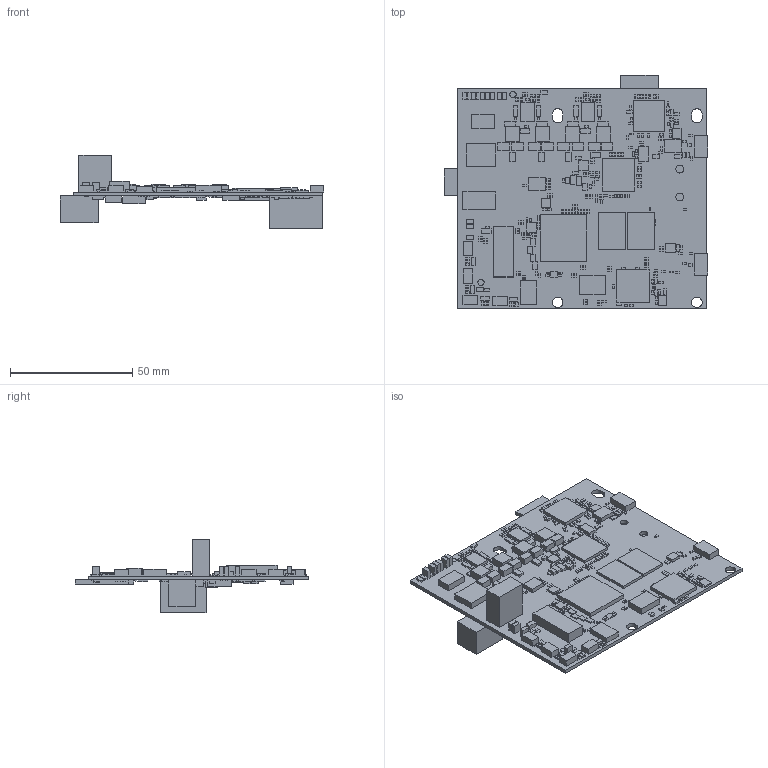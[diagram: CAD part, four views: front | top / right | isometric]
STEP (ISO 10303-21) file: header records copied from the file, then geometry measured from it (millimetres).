
FILE_DESCRIPTION(/* description */ ('PCB Design'),/* implementation_level */ '2;1');
FILE_NAME(/* name */ 'PROC048A_BRD',/* time_stamp */ '2019-12-10T15:55:07-06:00',/* author */ ('a0271760'),/* organization */ (''),/* preprocessor_version */ 'ST-DEVELOPER v16',/* originating_system */ 'allegro_17.2P028',/* authorisation */ '');
FILE_SCHEMA (('AUTOMOTIVE_DESIGN { 1 0 10303 214 3 1 1 }'));
Length unit declared in the file: inch
Products named in the file (60): PROC048A_BRD; BOARD_OUTLINE; COMPONENTS; SOIC16_W_2-7; DIO_SMC; CON_USBB5_105017-01_S_R_S_2-6; IND_NRS5020_200X200_SMD_3-1; SW6_4161311608_210X230_SMD_2-7; CON_RJ45-14_LPJG16414A4NL_S_R_T_13-5; CAPT7343D_3-25; CAP0805_1-5; SW3_500SSP1S2M2_510X260_TH_15-1; USON10_TPD4E05U_40X100_0-6; XTAL_ABM3_205X130_SMD_1-4; CAP0201_0-5; SW8_218-8LPST_450X230_SMD_2-7; CAP0201; CAP1210; XTAL4_86-61X62-99_130X105_SMD_0-6; EMIFIL_BLM21P_0805_1-1; TP_40X80; SW4_84X163_170X130_SMD; TO_SOT23-123; RESA_741C_0402-4_0-5; FBGA78_31-49_360X520_1-2; DIO_POWERDI-323_0-7; IND_IHLP2020CZ_230X215_SMD; RESA_EXB28V_0402-4_0-5; CABGA381_31-49_670X670_1-8; TP40_SMD; RES0805; RES0402; RES0603_0-75; RES0402_0-5; LED_0603; LED_0603_0-8; IND0402; DIO_DFN0402; DIO_SOD323; CAP1206 ...
Assembly tree (553 placements, depth 3):
  PROC048A_BRD
    BOARD_OUTLINE
    COMPONENTS
      SOIC16_W_2-7
      DIO_SMC
      CON_USBB5_105017-01_S_R_S_2-6  x2
      IND_NRS5020_200X200_SMD_3-1  x2
      SW6_4161311608_210X230_SMD_2-7
      CON_RJ45-14_LPJG16414A4NL_S_R_T_13-5
      CAPT7343D_3-25
      CAP0805_1-5  x5
      SW3_500SSP1S2M2_510X260_TH_15-1
      USON10_TPD4E05U_40X100_0-6  x2
      XTAL_ABM3_205X130_SMD_1-4
      CAP0201_0-5  x24
      SW8_218-8LPST_450X230_SMD_2-7
      CAP0201  x22
      CAP1210  x9
      XTAL4_86-61X62-99_130X105_SMD_0-6  x2
      EMIFIL_BLM21P_0805_1-1  x10
      TP_40X80  x11
      SW4_84X163_170X130_SMD  x4
      TO_SOT23-123
      RESA_741C_0402-4_0-5  x6
      FBGA78_31-49_360X520_1-2  x2
      DIO_POWERDI-323_0-7  x8
      IND_IHLP2020CZ_230X215_SMD  x2
      RESA_EXB28V_0402-4_0-5  x4
      CABGA381_31-49_670X670_1-8
      TP40_SMD  x19
      RES0805  x2
      RES0402  x124
      RES0603_0-75  x3
      RES0402_0-5  x78
      LED_0603  x10
      LED_0603_0-8  x5
      IND0402  x4
      DIO_DFN0402
      DIO_SOD323  x4
      CAP1206  x5
      CAP0603_1  x17
      CAP0402  x22
      CAP0402_0-75  x111
      CON_PWRJACK3_RAPC722_P_R_T
      SOT-3  x2
      OSC6_ASEMP_130X100_SMD_0-9  x2
      SOIC8
      SOIC8_1-8  x2
      SW8_50X300_245X245_SMD
      SON8_25-59_120X120
      UQFN10_19-68_80X60_0-6
      SON10_19-68_125X125_1
      CON_SD8_DM3AT-SF_S_R_S_1-7
      LQFP64_19-68_390X390
      CON_PMC2X30_QTH-30_P_S_S_4-3
      FUSE_1206
      SOT553-5_0-6
      ETSSOP16_25-59_200X180  x2
      LQFP64_19-68_400X400
      EQFP64_19-68_400X400
Bounding box: 107.55 x 95.53 x 30.19 mm (x, y, z)
Surface area: 35363.5 mm2 (no closed solid volume)
Topology: 0 solids, 552 shells, 3280 faces, 7088 edges, 4352 vertices
Faces by surface type: plane 3204, cylinder 76
Entity records: 15319 total; most frequent: DIRECTION 2135, ORIENTED_EDGE 1536, AXIS2_PLACEMENT_3D 1518, CARTESIAN_POINT 1256, EDGE_CURVE 834, VECTOR 794, LINE 794, VERTEX_POINT 644
